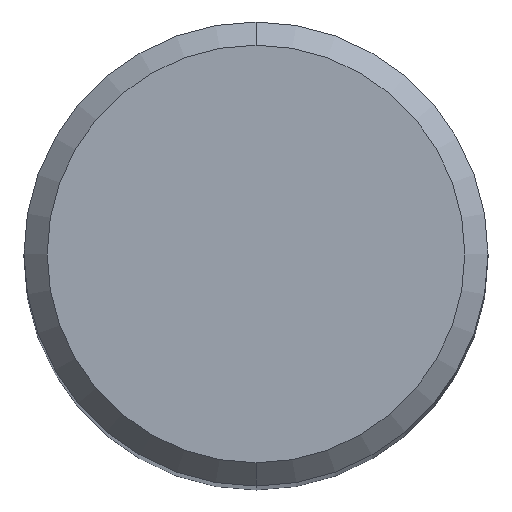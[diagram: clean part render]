
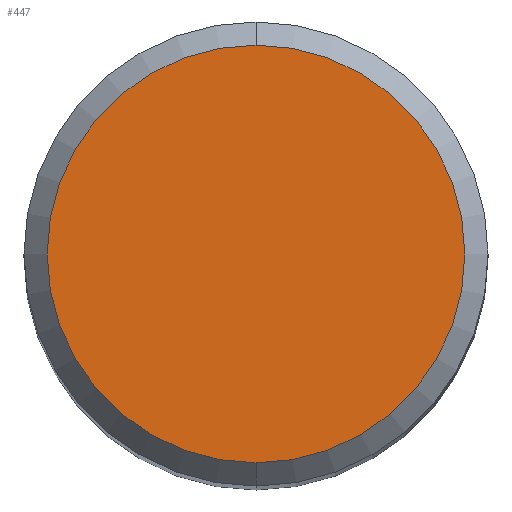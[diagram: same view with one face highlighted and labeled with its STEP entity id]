
A CAD part, top view. The second image highlights one B-rep face of the part: STEP entity #447.
In plain terms, the highlighted planar face has unit normal (0, 0, 1).
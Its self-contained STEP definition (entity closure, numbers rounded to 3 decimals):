
#207=EDGE_CURVE('',#227,#403,#517,.T.);
#227=VERTEX_POINT('',#538);
#243=EDGE_CURVE('',#403,#227,#556,.T.);
#403=VERTEX_POINT('',#732);
#447=ADVANCED_FACE('',(#781),#782,.T.);
#517=CIRCLE('',#887,5.4);
#538=CARTESIAN_POINT('',(0.,-5.4,0.0));
#556=CIRCLE('',#941,5.4);
#732=CARTESIAN_POINT('',(0.0,5.4,0.0));
#781=FACE_OUTER_BOUND('',#1436,.T.);
#782=PLANE('',#1437);
#887=AXIS2_PLACEMENT_3D('',#1547,#1548,#1549);
#941=AXIS2_PLACEMENT_3D('',#1579,#1580,#1581);
#1436=EDGE_LOOP('',(#1845,#1846));
#1437=AXIS2_PLACEMENT_3D('',#1847,#1848,#1849);
#1547=CARTESIAN_POINT('',(0.0,0.0,0.0));
#1548=DIRECTION('',(0.0,0.0,-1.0));
#1549=DIRECTION('',(0.0,1.0,0.0));
#1579=CARTESIAN_POINT('',(0.0,0.0,0.0));
#1580=DIRECTION('',(0.0,0.0,-1.0));
#1581=DIRECTION('',(0.0,1.0,0.0));
#1845=ORIENTED_EDGE('',*,*,#243,.F.);
#1846=ORIENTED_EDGE('',*,*,#207,.F.);
#1847=CARTESIAN_POINT('',(0.0,2.7,0.0));
#1848=DIRECTION('',(-0.0,0.0,1.0));
#1849=DIRECTION('',(0.0,-1.0,0.0));
